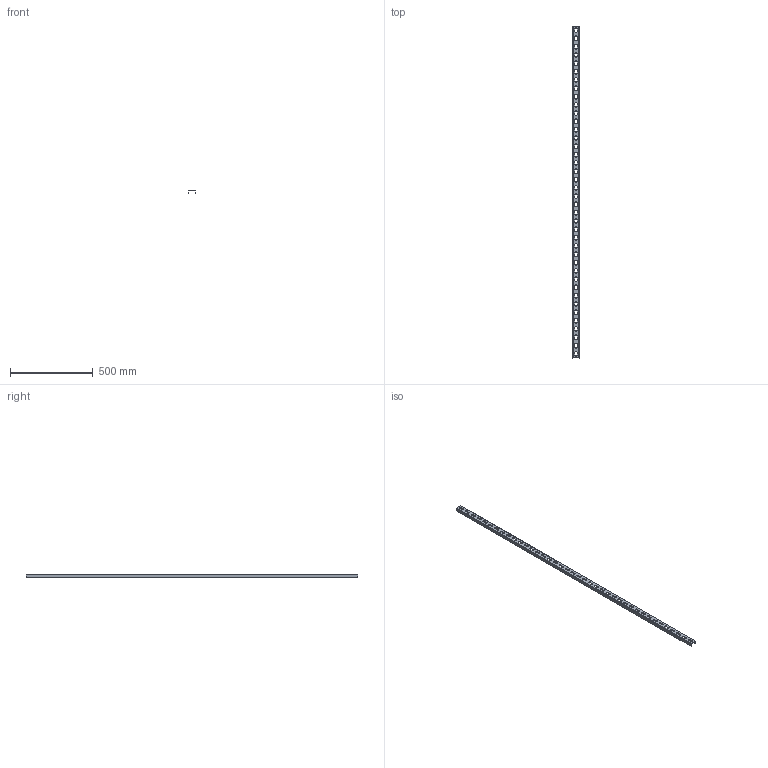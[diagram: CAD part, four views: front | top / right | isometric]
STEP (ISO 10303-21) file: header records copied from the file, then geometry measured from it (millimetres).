
FILE_DESCRIPTION((''),'2;1');
FILE_NAME('611620_PRT','2018-12-05T12:15:38',('tomasz.grudniewski'),(''),'CREO PARAMETRIC BY PTC INC, 2018260','CREO PARAMETRIC BY PTC INC, 2018260','');
FILE_SCHEMA(('CONFIG_CONTROL_DESIGN'));
Length unit declared in the file: millimetre
Products named in the file (1): 611620_PRT
Bounding box: 40 x 2000 x 20 mm (x, y, z)
Volume: 165552.5 mm3; surface area: 284495.8 mm2
Topology: 1 solids, 1 shells, 182 faces, 524 edges, 344 vertices
Faces by surface type: plane 98, cylinder 84
Entity records: 6186 total; most frequent: DIRECTION 1056, CARTESIAN_POINT 1050, ORIENTED_EDGE 1048, EDGE_CURVE 524, VECTOR 356, LINE 356, AXIS2_PLACEMENT_3D 350, VERTEX_POINT 344
